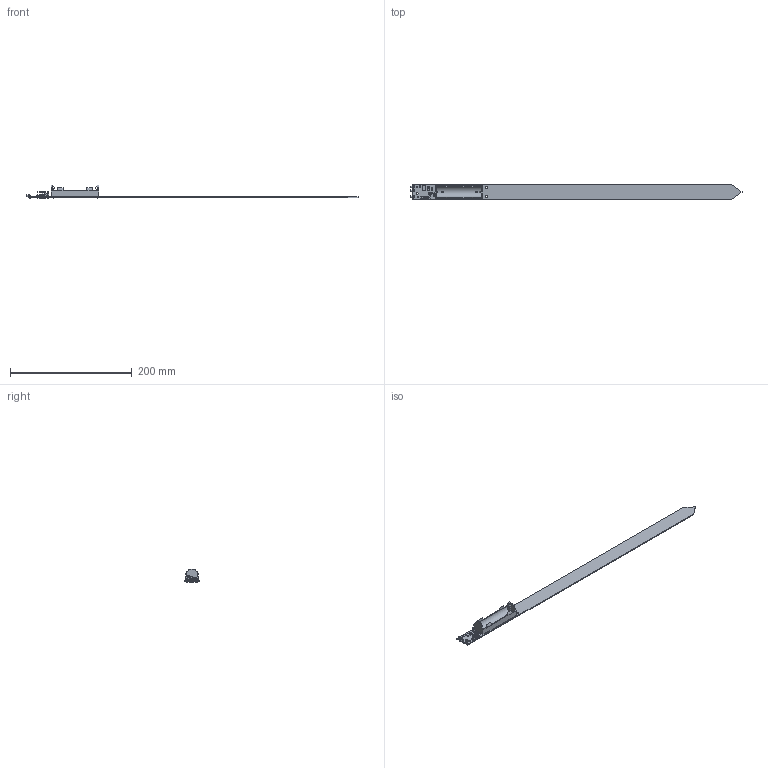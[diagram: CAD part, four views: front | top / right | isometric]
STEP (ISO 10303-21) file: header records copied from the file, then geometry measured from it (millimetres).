
FILE_DESCRIPTION(('KiCad electronic assembly'),'2;1');
FILE_NAME('schematics.step','2024-07-25T11:27:59',('Pcbnew'),('Kicad'), 'Open CASCADE STEP processor 7.6','KiCad to STEP converter','Unknown' );
FILE_SCHEMA(('AUTOMOTIVE_DESIGN { 1 0 10303 214 1 1 1 1 }'));
Length unit declared in the file: millimetre
Products named in the file (20): schematics 1; R_Axial_DIN0207_L6.3mm_D2.5mm_P2.54mm_Vertical; R_Axial_DIN0207_L63mm_D25mm_P254mm_Vertical; SOT-23; SOT_23; PinHeader_1x06_P2.54mm_Vertical; PinHeader_1x06_P254mm_Vertical; R_0603_1608Metric; CP_Radial_D5.0mm_P2.00mm; CP_Radial_D50mm_P200mm; LED_D3.0mm_Horizontal_O1.27mm_Z2.0mm; SOIC-14_3.9x8.7mm_P1.27mm; SOIC_14_39x87mm_P127mm; C_0805_2012Metric; BatteryHolder_MPD_BH-18650-PC2; MPD_BH_18650_PC2; schematics_PCB
Assembly tree (26 placements, depth 3):
  schematics 1
    R_Axial_DIN0207_L6.3mm_D2.5mm_P2.54mm_Vertical
      R_Axial_DIN0207_L63mm_D25mm_P254mm_Vertical
    SOT-23  x3
      SOT_23
    PinHeader_1x06_P2.54mm_Vertical
      PinHeader_1x06_P254mm_Vertical
    R_0603_1608Metric  x3
      R_0603_1608Metric
    CP_Radial_D5.0mm_P2.00mm
      CP_Radial_D50mm_P200mm
    LED_D3.0mm_Horizontal_O1.27mm_Z2.0mm  x3
      LED_D3.0mm_Horizontal_O1.27mm_Z2.0mm
    SOIC-14_3.9x8.7mm_P1.27mm
      SOIC_14_39x87mm_P127mm
    C_0805_2012Metric  x2
      C_0805_2012Metric
    BatteryHolder_MPD_BH-18650-PC2
      MPD_BH_18650_PC2
    schematics_PCB
Bounding box: 545.37 x 25 x 22.2 mm (x, y, z)
Volume: 28004.9 mm3; surface area: 36865.9 mm2
Topology: 14 solids, 18 shells, 1013 faces, 2523 edges, 1567 vertices
Faces by surface type: plane 674, cylinder 200, bspline 125, torus 6, revolution 5, sphere 3
Full cylindrical faces by diameter (mm): 0.5 x2, 0.6 x5, 0.8 x4, 0.9 x6, 1 x6, 2 x2, 2.25 x1, 2.5 x2, 3 x3, 3.02 x3, 3.2 x4
Entity records: 27006 total; most frequent: CARTESIAN_POINT 4828, ORIENTED_EDGE 3578, DIRECTION 3357, EDGE_CURVE 1789, LINE 1384, VECTOR 1384, VERTEX_POINT 1121, AXIS2_PLACEMENT_3D 984
